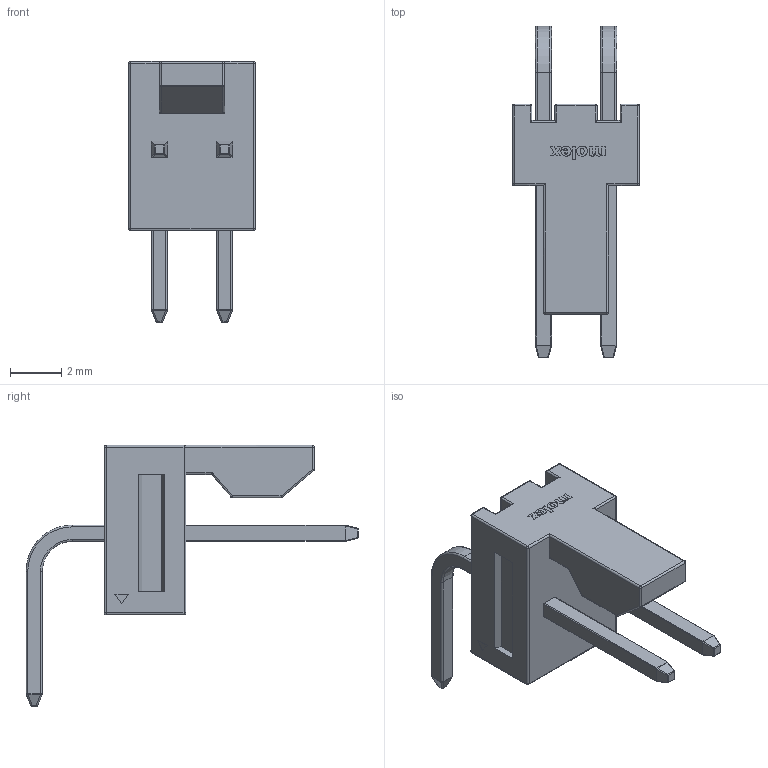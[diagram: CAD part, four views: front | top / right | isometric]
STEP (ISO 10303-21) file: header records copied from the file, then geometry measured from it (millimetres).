
FILE_DESCRIPTION(/* description */ (''),/* implementation_level */ '2;1');
FILE_NAME(/* name */ '22-05-3021.stp',/* time_stamp */ '2021-06-02T21:42:07+02:00',/* author */ ('AbuBakr'),/* organization */ (''),/* preprocessor_version */ 'ST-DEVELOPER v17',/* originating_system */ 'Autodesk Inventor 2019',/* authorisation */ '');
FILE_SCHEMA (('AUTOMOTIVE_DESIGN { 1 0 10303 214 3 1 1 }'));
Products named in the file (7): 22-05-3021_; 22-05-3021; 1; 2; 3; Pin1_Triangle; Molex
Assembly tree (6 placements, depth 3):
  22-05-3021_
    22-05-3021
      1
      2
      3
    Pin1_Triangle
    Molex
Bounding box: 4.93 x 12.93 x 10.18 mm (x, y, z)
Volume: 127.3 mm3; surface area: 278.2 mm2
Topology: 11 solids, 11 shells, 387 faces, 890 edges, 519 vertices
Faces by surface type: plane 134, cylinder 124, bspline 66, sphere 53, torus 10
Entity records: 11395 total; most frequent: CARTESIAN_POINT 2545, ORIENTED_EDGE 1764, DIRECTION 1740, EDGE_CURVE 882, AXIS2_PLACEMENT_3D 618, VERTEX_POINT 519, LINE 504, VECTOR 504
